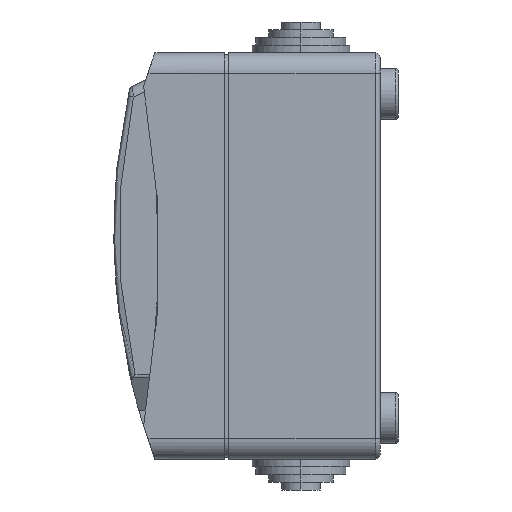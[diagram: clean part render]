
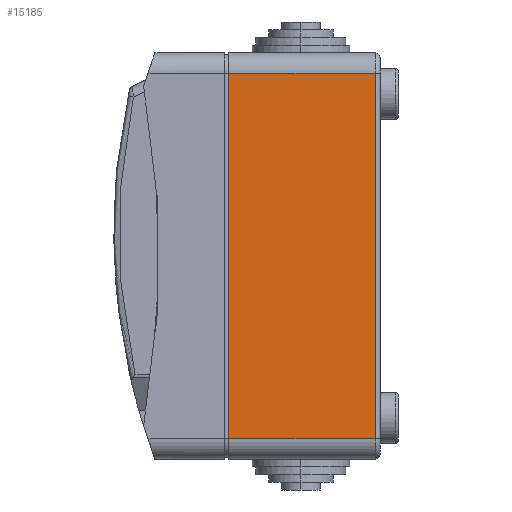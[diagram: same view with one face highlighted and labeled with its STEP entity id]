
A CAD part, left-side view. The second image highlights one B-rep face of the part: STEP entity #15185.
In plain terms, the highlighted planar face has unit normal (-1, 0, 0).
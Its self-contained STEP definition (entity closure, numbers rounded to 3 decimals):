
#1038 = DIRECTION ( 'NONE',  ( 0., 0., 1. ) ) ;
#1186 = VERTEX_POINT ( 'NONE', #9690 ) ;
#1216 = LINE ( 'NONE', #12658, #19202 ) ;
#1926 = VECTOR ( 'NONE', #10712, 1000. ) ;
#2574 = DIRECTION ( 'NONE',  ( 0., 0., 1. ) ) ;
#3268 = CARTESIAN_POINT ( 'NONE',  ( -32., 29.4, -35.5 ) ) ;
#3793 = EDGE_LOOP ( 'NONE', ( #11309, #20876, #7891, #8124 ) ) ;
#4638 = EDGE_CURVE ( 'NONE', #10194, #1186, #1216, .T. ) ;
#5087 = AXIS2_PLACEMENT_3D ( 'NONE', #17753, #19467, #9298 ) ;
#5833 = FACE_OUTER_BOUND ( 'NONE', #3793, .T. ) ;
#6983 = EDGE_CURVE ( 'NONE', #1186, #7278, #19547, .T. ) ;
#7278 = VERTEX_POINT ( 'NONE', #11160 ) ;
#7809 = EDGE_CURVE ( 'NONE', #20676, #7278, #17109, .T. ) ;
#7891 = ORIENTED_EDGE ( 'NONE', *, *, #6983, .T. ) ;
#8124 = ORIENTED_EDGE ( 'NONE', *, *, #7809, .F. ) ;
#9032 = CARTESIAN_POINT ( 'NONE',  ( -32., 29.4, -35.5 ) ) ;
#9298 = DIRECTION ( 'NONE',  ( 0., 0., -1. ) ) ;
#9690 = CARTESIAN_POINT ( 'NONE',  ( -32., 1., 35.5 ) ) ;
#10194 = VERTEX_POINT ( 'NONE', #19141 ) ;
#10417 = DIRECTION ( 'NONE',  ( 0., 1., 0. ) ) ;
#10503 = VECTOR ( 'NONE', #10417, 1000. ) ;
#10712 = DIRECTION ( 'NONE',  ( 0., -1., 0. ) ) ;
#10872 = LINE ( 'NONE', #9032, #1926 ) ;
#11160 = CARTESIAN_POINT ( 'NONE',  ( -32., 29.4, 35.5 ) ) ;
#11309 = ORIENTED_EDGE ( 'NONE', *, *, #11450, .T. ) ;
#11450 = EDGE_CURVE ( 'NONE', #20676, #10194, #10872, .T. ) ;
#12658 = CARTESIAN_POINT ( 'NONE',  ( -32., 1., 35.5 ) ) ;
#13753 = CARTESIAN_POINT ( 'NONE',  ( -32., 29.4, 35.5 ) ) ;
#14505 = CARTESIAN_POINT ( 'NONE',  ( -32., 29.4, 39.5 ) ) ;
#15185 = ADVANCED_FACE ( 'NONE', ( #5833 ), #16048, .F. ) ;
#16048 = PLANE ( 'NONE',  #5087 ) ;
#16562 = VECTOR ( 'NONE', #1038, 1000. ) ;
#17109 = LINE ( 'NONE', #14505, #16562 ) ;
#17753 = CARTESIAN_POINT ( 'NONE',  ( -32., 29.4, 39.5 ) ) ;
#19141 = CARTESIAN_POINT ( 'NONE',  ( -32., 1., -35.5 ) ) ;
#19202 = VECTOR ( 'NONE', #2574, 1000. ) ;
#19467 = DIRECTION ( 'NONE',  ( 1., 0., 0. ) ) ;
#19547 = LINE ( 'NONE', #13753, #10503 ) ;
#20676 = VERTEX_POINT ( 'NONE', #3268 ) ;
#20876 = ORIENTED_EDGE ( 'NONE', *, *, #4638, .T. ) ;
